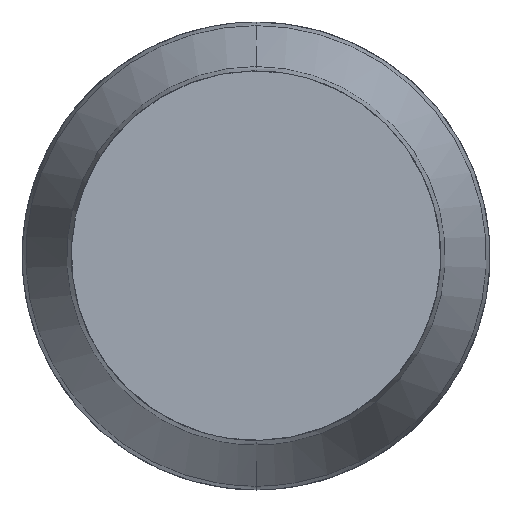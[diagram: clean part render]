
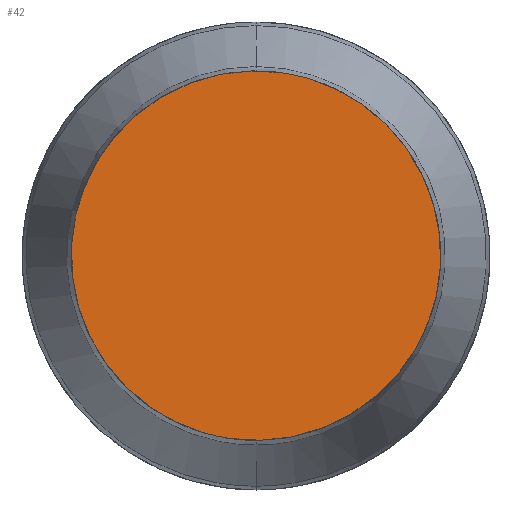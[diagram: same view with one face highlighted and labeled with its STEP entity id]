
A CAD part, top view. The second image highlights one B-rep face of the part: STEP entity #42.
In plain terms, the highlighted planar face has unit normal (0, 0, 1).
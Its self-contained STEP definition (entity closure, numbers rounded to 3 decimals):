
#42=ADVANCED_FACE('',(#58),#239,.T.);
#58=FACE_OUTER_BOUND('',#74,.T.);
#74=EDGE_LOOP('',(#139,#140));
#139=ORIENTED_EDGE('',*,*,#152,.F.);
#140=ORIENTED_EDGE('',*,*,#149,.F.);
#149=EDGE_CURVE('',#222,#223,#192,.T.);
#152=EDGE_CURVE('',#223,#222,#194,.T.);
#192=(
BOUNDED_CURVE()
B_SPLINE_CURVE(2,(#852,#853,#854,#855,#856),.UNSPECIFIED.,.F.,.F.)
B_SPLINE_CURVE_WITH_KNOTS((3,2,3),(0.,150.,300.),
 .UNSPECIFIED.)
CURVE()
GEOMETRIC_REPRESENTATION_ITEM()
RATIONAL_B_SPLINE_CURVE((1.,0.707,1.,0.707,1.))
REPRESENTATION_ITEM('')
);
#194=(
BOUNDED_CURVE()
B_SPLINE_CURVE(2,(#864,#865,#866,#867,#868),.UNSPECIFIED.,.F.,.F.)
B_SPLINE_CURVE_WITH_KNOTS((3,2,3),(0.,150.,300.),
 .UNSPECIFIED.)
CURVE()
GEOMETRIC_REPRESENTATION_ITEM()
RATIONAL_B_SPLINE_CURVE((1.,0.707,1.,0.707,1.))
REPRESENTATION_ITEM('')
);
#222=VERTEX_POINT('',#829);
#223=VERTEX_POINT('',#830);
#239=PLANE('',#341);
#341=AXIS2_PLACEMENT_3D('',#826,#353,$);
#353=DIRECTION('',(0.,0.,1.));
#826=CARTESIAN_POINT('',(-95.365,-95.365,43.58));
#829=CARTESIAN_POINT('',(21.704,71.791,43.58));
#830=CARTESIAN_POINT('',(-21.704,-71.791,43.58));
#852=CARTESIAN_POINT('',(21.704,71.791,43.58));
#853=CARTESIAN_POINT('',(93.495,50.087,43.58));
#854=CARTESIAN_POINT('',(71.791,-21.704,43.58));
#855=CARTESIAN_POINT('',(50.087,-93.495,43.58));
#856=CARTESIAN_POINT('',(-21.704,-71.791,43.58));
#864=CARTESIAN_POINT('',(-21.704,-71.791,43.58));
#865=CARTESIAN_POINT('',(-93.495,-50.087,43.58));
#866=CARTESIAN_POINT('',(-71.791,21.704,43.58));
#867=CARTESIAN_POINT('',(-50.087,93.495,43.58));
#868=CARTESIAN_POINT('',(21.704,71.791,43.58));
